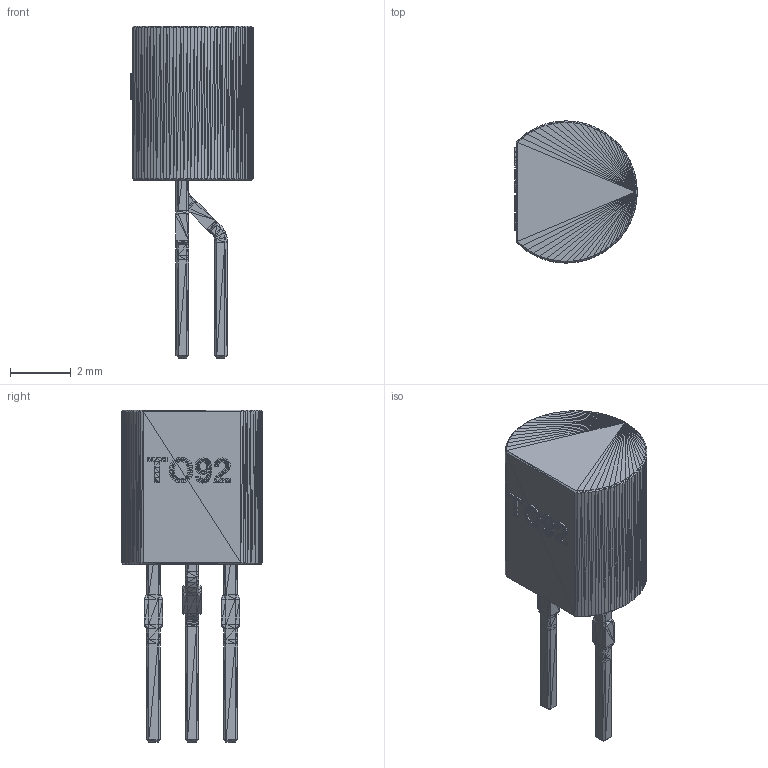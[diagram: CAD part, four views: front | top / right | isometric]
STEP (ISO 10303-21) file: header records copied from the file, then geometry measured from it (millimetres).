
FILE_DESCRIPTION(('FreeCAD Model'),'2;1');
FILE_NAME('TO-92_Molded_Narrow_00254.stp', '2018-01-09T14:12:08',('FreeCAD'),('FreeCAD'), 'Open CASCADE STEP processor 6.8','FreeCAD','Unknown');
FILE_SCHEMA(('AUTOMOTIVE_DESIGN_CC2 { 1 2 10303 214 -1 1 5 4 }'));
Length unit declared in the file: millimetre
Products named in the file (10): Open CASCADE STEP translator 6.8 94; Open CASCADE STEP translator 6.8 94.1; Open CASCADE STEP translator 6.8 94.1.1; Open CASCADE STEP translator 6.8 94.1.2; Open CASCADE STEP translator 6.8 94.1.3; Open CASCADE STEP translator 6.8 94.1.4; Open CASCADE STEP translator 6.8 94.1.5; Open CASCADE STEP translator 6.8 94.1.6; Open CASCADE STEP translator 6.8 94.1.7; Open CASCADE STEP translator 6.8 94.1.8
Assembly tree (9 placements, depth 3):
  Open CASCADE STEP translator 6.8 94
    Open CASCADE STEP translator 6.8 94.1
      Open CASCADE STEP translator 6.8 94.1.1
      Open CASCADE STEP translator 6.8 94.1.2
      Open CASCADE STEP translator 6.8 94.1.3
      Open CASCADE STEP translator 6.8 94.1.4
      Open CASCADE STEP translator 6.8 94.1.5
      Open CASCADE STEP translator 6.8 94.1.6
      Open CASCADE STEP translator 6.8 94.1.7
      Open CASCADE STEP translator 6.8 94.1.8
Bounding box: 4.03 x 4.67 x 10.93 mm (x, y, z)
Surface area: 142.7 mm2 (no closed solid volume)
Topology: 0 solids, 8 shells, 2449 faces, 3673 edges, 1236 vertices
Faces by surface type: plane 2449
Entity records: 47969 total; most frequent: DIRECTION 8591, CARTESIAN_POINT 7368, ORIENTED_EDGE 7346, EDGE_CURVE 3673, LINE 3673, VECTOR 3673, AXIS2_PLACEMENT_3D 2459, ADVANCED_FACE 2449
